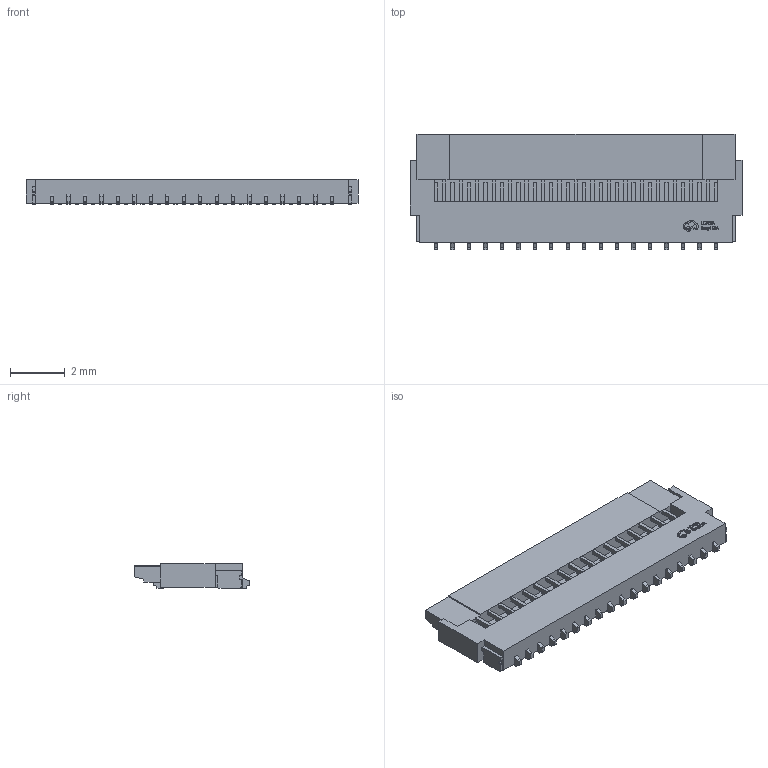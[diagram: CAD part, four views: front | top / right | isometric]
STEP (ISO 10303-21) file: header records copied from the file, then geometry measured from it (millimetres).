
FILE_DESCRIPTION (( 'STEP AP214' ), '1' );
FILE_NAME ('FPC-SMD_FH35C-35S-0.3SHW.step', '2022-07-06T14:14:11', ( '' ), ( '' ), 'SwSTEP 2.0', 'SolidWorks 2020', '' );
FILE_SCHEMA (( 'AUTOMOTIVE_DESIGN' ));
Length unit declared in the file: millimetre
Products named in the file (1): FPC-SMD_FH35C-35S-0.3SHW
Bounding box: 12.1 x 4.2 x 0.91 mm (x, y, z)
Volume: 31.7 mm3; surface area: 149.4 mm2
Topology: 1 solids, 1 shells, 874 faces, 2528 edges, 1680 vertices
Faces by surface type: plane 715, bspline 114, cylinder 45
Entity records: 38828 total; most frequent: CARTESIAN_POINT 7445, ORIENTED_EDGE 5056, DIRECTION 3908, EDGE_CURVE 2528, LINE 2206, VECTOR 2206, VERTEX_POINT 1680, EDGE_LOOP 932
